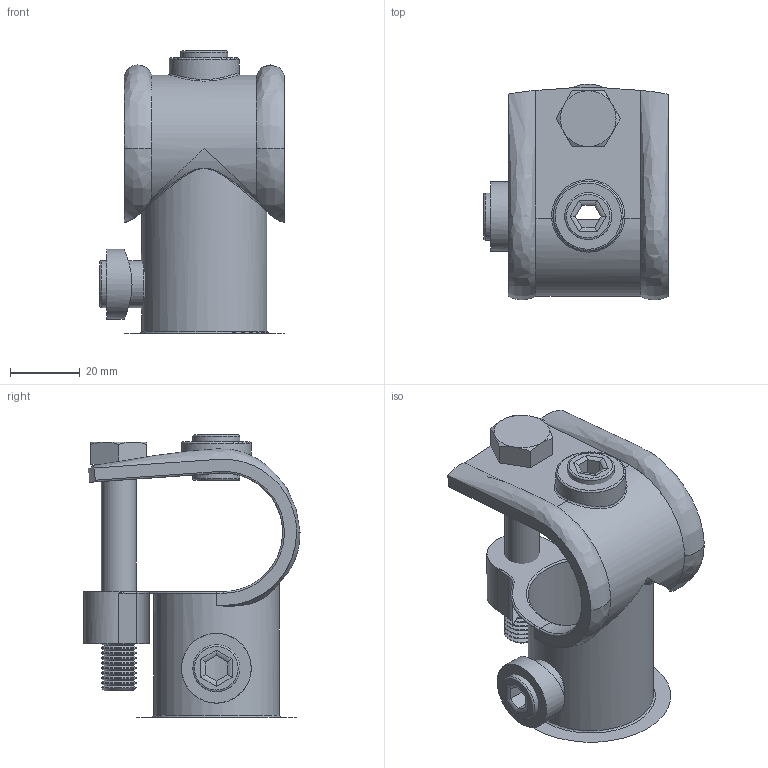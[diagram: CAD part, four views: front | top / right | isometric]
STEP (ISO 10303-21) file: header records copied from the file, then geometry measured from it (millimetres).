
FILE_DESCRIPTION (( 'STEP AP203' ), '1' );
FILE_NAME ('135-B34.step', '2021-11-24T12:26:57', ( '' ), ( '' ), 'SwSTEP 2.0', 'SolidWorks 2018', '' );
FILE_SCHEMA (( 'CONFIG_CONTROL_DESIGN' ));
Length unit declared in the file: millimetre
Products named in the file (8): 135-C42 Teil1; hex bolt gradeb_din; 135-B34 Teil2; hex bolt gradeb_din_ISO 4015 - M10 x 65 x 26-S; 135-B34; 135-C42 Teil1_135-B34 Teil1
Assembly tree (4 placements, depth 2):
  135-C42 Teil1
  hex bolt gradeb_din
  135-B34 Teil2
  135-B34
    135-C42 Teil1_135-B34 Teil1
    135-B34 Teil2  x2
    hex bolt gradeb_din_ISO 4015 - M10 x 65 x 26-S
  135-B34 Teil2
Bounding box: 53 x 62 x 80.95 mm (x, y, z)
Volume: 54609.2 mm3; surface area: 27583.6 mm2
Topology: 4 solids, 4 shells, 167 faces, 392 edges, 228 vertices
Faces by surface type: cylinder 64, cone 43, plane 41, torus 10, bspline 9
Full cylindrical faces by diameter (mm): 8.5 x1, 10 x19, 11.8 x2, 13 x1, 13.5 x2, 20 x2, 36 x1, 46 x1
Entity records: 5814 total; most frequent: CARTESIAN_POINT 2175, DIRECTION 604, ORIENTED_EDGE 528, EDGE_CURVE 264, AXIS2_PLACEMENT_3D 263, EDGE_LOOP 227, VERTEX_POINT 193, FACE_OUTER_BOUND 178
